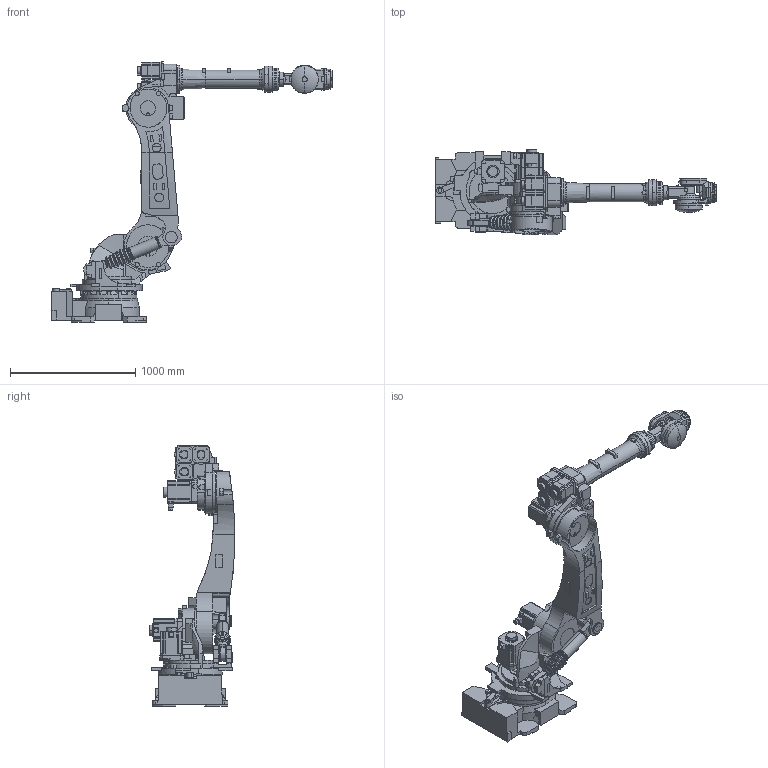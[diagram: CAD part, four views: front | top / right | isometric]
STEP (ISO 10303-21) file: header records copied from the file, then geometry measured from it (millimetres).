
FILE_DESCRIPTION (( 'STEP AP203' ), '1' );
FILE_NAME ('HS220.STEP', '2020-08-10T02:53:22', ( 'fulluser' ), ( '' ), 'SwSTEP 2.0', 'SolidWorks 2017', '' );
FILE_SCHEMA (( 'CONFIG_CONTROL_DESIGN' ));
Length unit declared in the file: millimetre
Products named in the file (46): HS220_S1 OUTPUT_1; HS220_B REDUCER_1; HS220_GASKET_1; HS220_R2 REDUCER_1; HS220_BELLOWS_1; HS220_BEARING COLLAR]_1; HS220_A1 ASSY_1; HS220_H OUTPUT_1; HS220_MOTOR_1; HS220_BS JOINT FIXER]_1; HS220_GAS SPRING ASSY_1; HS220_BS JOINT UPPRER SHAFT_1; HS220_WRIST COVER_1; HS220_BS JOINT LOWER COLLAR_1; HS220_BELLOWS BAND_1; HS220_ARM FRAME_1; HS220; HS220_LOWER FRAME_1; HS220_B OUTPUT_1; HS220_ARM PIPE_1; HS220_GAS SPRING ROD ASSY_1; HS220_S1A2 ASSY_1; HS220_R2 OUTPUT ASSY_1; HS220_GAS SPRING TUBE_1; HS220_V OUTPUT_1; HS220_STOPPER_1; RV80N-66(50AN023-0); HS220_BASE ASSY_1; HS220_R2 ASSY_1; HS220_H REDUCER_1; HS220_WRITST HOLDER_1; HS220_BS JONT HINGE_1; HS220_BS PRELOADER ASSY_1; HS220_BS JOINT LOWER SHAFT_1; HS220_BS JOINT UPPER COLLAR_1; HS220_BASE BODY_1; HS220_WRIST BODY_1; HS220_A1W1 ASSY_1; HS220_HINGE_1; HS220_WRIST CAP_1 ...
Assembly tree (52 placements, depth 5):
  HS220
    HS220_S1A2 ASSY_1
      HS220_BASE ASSY_1
        HS220_BASE BODY_1
        HS220_S REDUCER_1
        HS220_STOPPER_1
      HS220_S1 OUTPUT_1
        HS220_LOWER FRAME_1
        HS220_H REDUCER_1
        HS220_S H V MOTOR_1  x2
      HS220_H OUTPUT_1
        HS220_UPPER FRAME
        HS220_BS JOINT UPPRER SHAFT_1
        HS220_BS JOINT FIXER]_1
        HS220_BS JOINT UPPER COLLAR_1
      HS220_GAS SPRING ASSY_1
        HS220_GAS SPRING TUBE_1
        HS220_HINGE_1
        HS220_BEARING COLLAR]_1
      HS220_GAS SPRING ROD ASSY_1
        HS220_GAS SPRING CYLINDER_1
        HS220_BS JOINT_1
        HS220_BEARING COLLAR]_1
        HS220_BELLOWS_1
        HS220_BELLOWS BAND_1
      HS220_BS PRELOADER ASSY_1
        HS220_BS JOINT LOWER SHAFT_1
        HS220_BS JOINT LOWER COLLAR_1
        HS220_BS JONT HINGE_1  x2
    HS220_A1W1 ASSY_1
      HS220_A1 ASSY_1
        HS220_V OUTPUT_1
          HS220_ARM FRAME_1
          HS220_ARM PIPE_1
          HS220_R2 REDUCER_1
          HS220_H REDUCER_1
          HS220_S H V MOTOR_1
          HS220_MOTOR_1  x3
      HS220_R2 ASSY_1
        HS220_R2 OUTPUT ASSY_1
          HS220_WRIST BODY_1
      HS220_B ASSY_1
        HS220_B OUTPUT_1
          HS220_WRITST HOLDER_1
          HS220_B REDUCER_1
          HS220_WRIST CAP_1
          HS220_WRIST COVER_1
          HS220_GASKET_1
    RV80N-66(50AN023-0)
Bounding box: 2237 x 683.5 x 2073 mm (x, y, z)
Volume: 251701802.5 mm3; surface area: 10664266.4 mm2
Topology: 46 solids, 55 shells, 2495 faces, 6332 edges, 4098 vertices
Faces by surface type: plane 1229, cylinder 885, cone 203, torus 120, bspline 50, sphere 8
Entity records: 78974 total; most frequent: CARTESIAN_POINT 19845, DIRECTION 11731, ORIENTED_EDGE 11108, EDGE_CURVE 5554, AXIS2_PLACEMENT_3D 4393, VERTEX_POINT 3608, VECTOR 2945, LINE 2945
